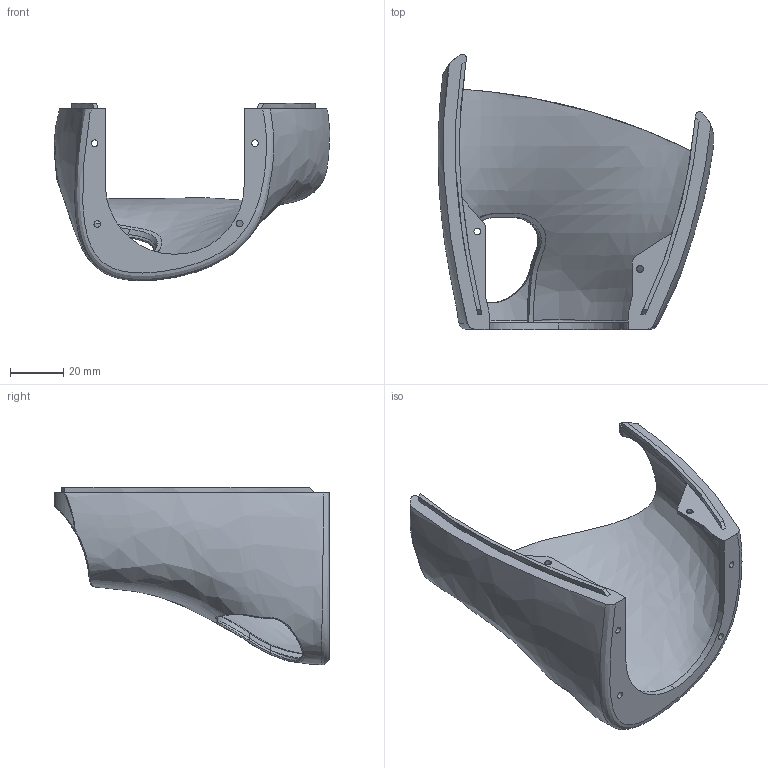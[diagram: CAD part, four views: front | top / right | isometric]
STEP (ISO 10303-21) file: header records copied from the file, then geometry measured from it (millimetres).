
FILE_DESCRIPTION (( 'STEP AP203' ), '1' );
FILE_NAME ('013R-soft_shell-软料1个.STEP', '2025-10-13T03:27:41', ( '' ), ( '' ), 'SwSTEP 2.0', 'SolidWorks 2024', '' );
FILE_SCHEMA (( 'CONFIG_CONTROL_DESIGN' ));
Length unit declared in the file: millimetre
Products named in the file (1): 013R-soft_shell-软料1个
Bounding box: 103.19 x 102.91 x 66.32 mm (x, y, z)
Volume: 26810.7 mm3; surface area: 33270.3 mm2
Topology: 1 solids, 1 shells, 128 faces, 369 edges, 241 vertices
Faces by surface type: bspline 47, cylinder 44, plane 35, sphere 2
Entity records: 13191 total; most frequent: CARTESIAN_POINT 10161, ORIENTED_EDGE 736, DIRECTION 449, EDGE_CURVE 368, VERTEX_POINT 241, B_SPLINE_CURVE_WITH_KNOTS 170, AXIS2_PLACEMENT_3D 169, EDGE_LOOP 141
